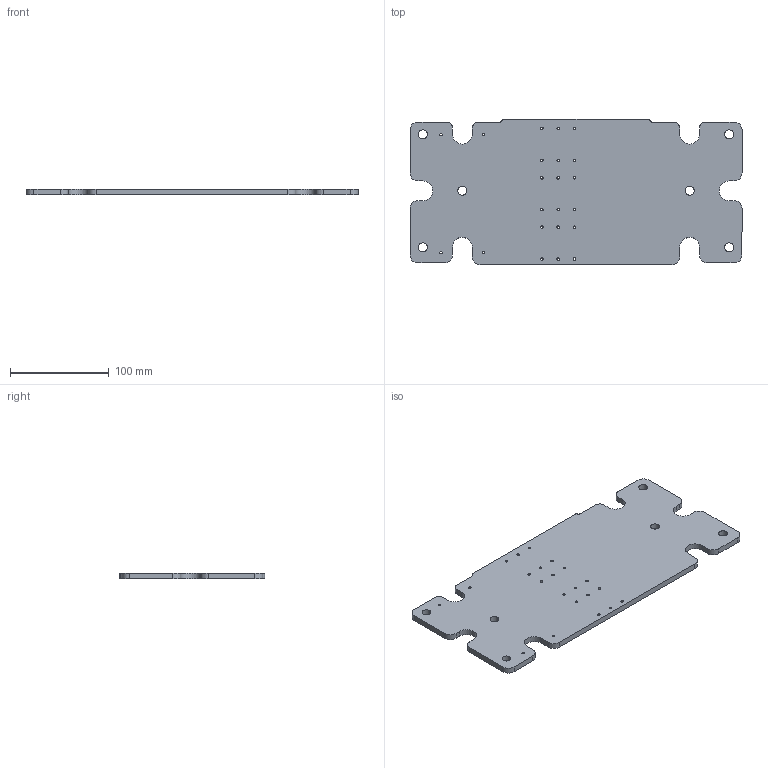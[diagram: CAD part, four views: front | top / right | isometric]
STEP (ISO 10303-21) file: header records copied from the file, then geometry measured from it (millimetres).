
FILE_DESCRIPTION (( 'STEP AP203' ), '1' );
FILE_NAME ('VICORHEATPLATE(B).STEP', '2021-04-19T12:42:51', ( ' ' ), ( '' ), 'SwSTEP 2.0', 'SolidWorks 2011', '' );
FILE_SCHEMA (( 'CONFIG_CONTROL_DESIGN' ));
Length unit declared in the file: millimetre
Products named in the file (1): VICORHEATPLATE(B)
Bounding box: 336 x 147.5 x 6 mm (x, y, z)
Volume: 272905.3 mm3; surface area: 99895.2 mm2
Topology: 1 solids, 1 shells, 109 faces, 321 edges, 214 vertices
Faces by surface type: cylinder 83, plane 26
Entity records: 3910 total; most frequent: DIRECTION 707, CARTESIAN_POINT 645, ORIENTED_EDGE 642, EDGE_CURVE 321, AXIS2_PLACEMENT_3D 276, VERTEX_POINT 214, CIRCLE 166, EDGE_LOOP 165
